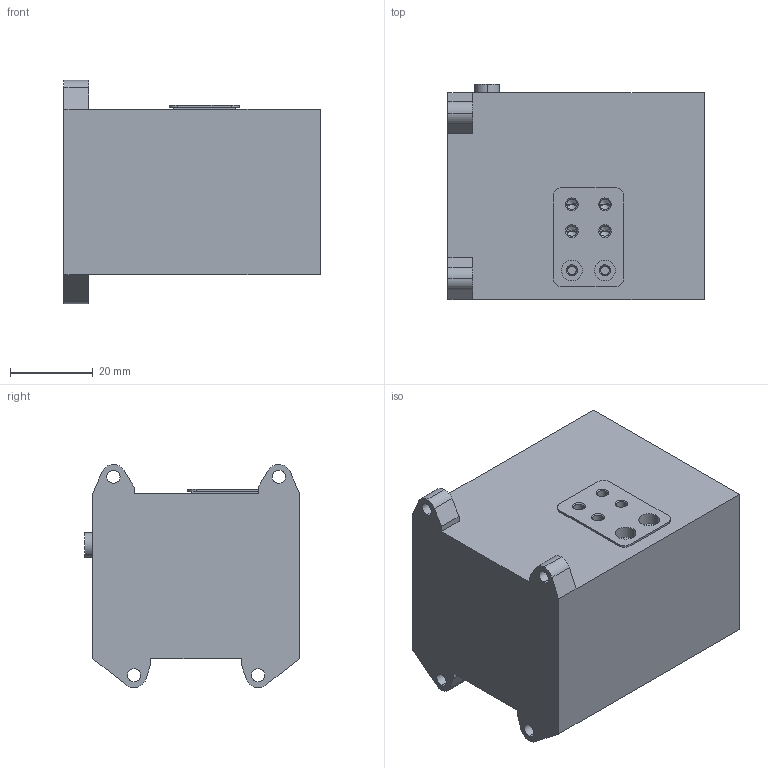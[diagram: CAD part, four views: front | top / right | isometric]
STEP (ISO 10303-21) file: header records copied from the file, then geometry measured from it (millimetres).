
FILE_DESCRIPTION (( 'STEP AP203' ), '1' );
FILE_NAME ('XD601-D1ﾑｹｵ酥ｽﾒﾆﾌｨ-22.04.12.STEP', '2022-04-12T07:38:40', ( 'ﾎ｢ﾈ橆ﾃｻｧ' ), ( 'ﾎ｢ﾈ晥ｫﾋｾ' ), 'SwSTEP 2.0', 'SolidWorks 2016', '' );
FILE_SCHEMA (( 'CONFIG_CONTROL_DESIGN' ));
Length unit declared in the file: millimetre
Products named in the file (1): XD601-D1揤萇す痄怢-22.04.12
Bounding box: 62 x 52 x 54 mm (x, y, z)
Volume: 125297.3 mm3; surface area: 16527.7 mm2
Topology: 1 solids, 1 shells, 93 faces, 228 edges, 140 vertices
Faces by surface type: plane 37, cylinder 36, cone 20
Entity records: 2771 total; most frequent: DIRECTION 492, CARTESIAN_POINT 454, ORIENTED_EDGE 440, EDGE_CURVE 220, AXIS2_PLACEMENT_3D 178, VERTEX_POINT 140, LINE 136, VECTOR 136
